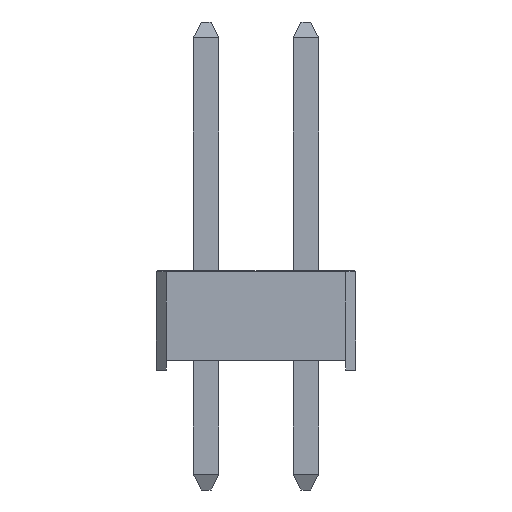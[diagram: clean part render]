
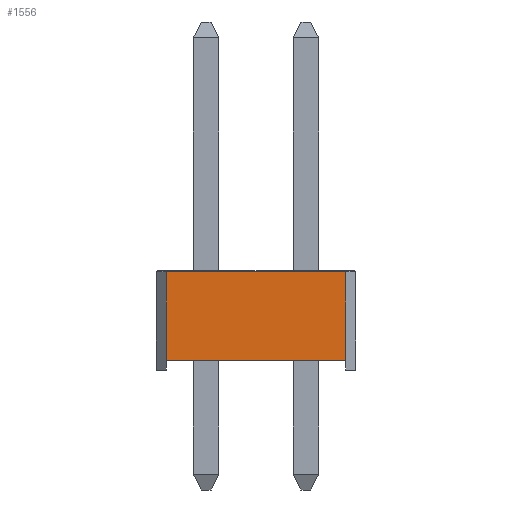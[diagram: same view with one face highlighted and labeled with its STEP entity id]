
A CAD part, front view. The second image highlights one B-rep face of the part: STEP entity #1556.
In plain terms, the highlighted planar face has unit normal (0, -1, 0).
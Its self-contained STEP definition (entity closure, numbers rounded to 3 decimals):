
#1417 = EDGE_CURVE('',#1418,#1420,#1422,.T.);
#1418 = VERTEX_POINT('',#1419);
#1419 = CARTESIAN_POINT('',(3.556,-6.35,0.254));
#1420 = VERTEX_POINT('',#1421);
#1421 = CARTESIAN_POINT('',(3.556,-6.35,2.52));
#1422 = SURFACE_CURVE('',#1423,(#1427,#1439),.PCURVE_S1.);
#1423 = LINE('',#1424,#1425);
#1424 = CARTESIAN_POINT('',(3.556,-6.35,2.53));
#1425 = VECTOR('',#1426,1.);
#1426 = DIRECTION('',(0.,0.,1.));
#1427 = PCURVE('',#1428,#1433);
#1428 = PLANE('',#1429);
#1429 = AXIS2_PLACEMENT_3D('',#1430,#1431,#1432);
#1430 = CARTESIAN_POINT('',(3.683,-6.223,1.275));
#1431 = DIRECTION('',(0.707,-0.707,0.));
#1432 = DIRECTION('',(-0.707,-0.707,0.));
#1433 = DEFINITIONAL_REPRESENTATION('',(#1434),#1438);
#1434 = LINE('',#1435,#1436);
#1435 = CARTESIAN_POINT('',(0.18,-1.255));
#1436 = VECTOR('',#1437,1.);
#1437 = DIRECTION('',(0.,-1.));
#1438 = ( GEOMETRIC_REPRESENTATION_CONTEXT(2) 
PARAMETRIC_REPRESENTATION_CONTEXT() REPRESENTATION_CONTEXT('2D SPACE',''
  ) );
#1439 = PCURVE('',#1440,#1445);
#1440 = PLANE('',#1441);
#1441 = AXIS2_PLACEMENT_3D('',#1442,#1443,#1444);
#1442 = CARTESIAN_POINT('',(1.27,-6.35,1.397));
#1443 = DIRECTION('',(-0.,-1.,-0.));
#1444 = DIRECTION('',(0.,0.,-1.));
#1445 = DEFINITIONAL_REPRESENTATION('',(#1446),#1450);
#1446 = LINE('',#1447,#1448);
#1447 = CARTESIAN_POINT('',(-1.133,2.286));
#1448 = VECTOR('',#1449,1.);
#1449 = DIRECTION('',(-1.,0.));
#1450 = ( GEOMETRIC_REPRESENTATION_CONTEXT(2) 
PARAMETRIC_REPRESENTATION_CONTEXT() REPRESENTATION_CONTEXT('2D SPACE',''
  ) );
#1556 = ADVANCED_FACE('',(#1557),#1440,.T.);
#1557 = FACE_BOUND('',#1558,.T.);
#1558 = EDGE_LOOP('',(#1559,#1560,#1588,#1616));
#1559 = ORIENTED_EDGE('',*,*,#1417,.T.);
#1560 = ORIENTED_EDGE('',*,*,#1561,.F.);
#1561 = EDGE_CURVE('',#1562,#1420,#1564,.T.);
#1562 = VERTEX_POINT('',#1563);
#1563 = CARTESIAN_POINT('',(-1.016,-6.35,2.52));
#1564 = SURFACE_CURVE('',#1565,(#1569,#1576),.PCURVE_S1.);
#1565 = LINE('',#1566,#1567);
#1566 = CARTESIAN_POINT('',(-1.016,-6.35,2.52));
#1567 = VECTOR('',#1568,1.);
#1568 = DIRECTION('',(1.,0.,0.));
#1569 = PCURVE('',#1440,#1570);
#1570 = DEFINITIONAL_REPRESENTATION('',(#1571),#1575);
#1571 = LINE('',#1572,#1573);
#1572 = CARTESIAN_POINT('',(-1.123,-2.286));
#1573 = VECTOR('',#1574,1.);
#1574 = DIRECTION('',(0.,1.));
#1575 = ( GEOMETRIC_REPRESENTATION_CONTEXT(2) 
PARAMETRIC_REPRESENTATION_CONTEXT() REPRESENTATION_CONTEXT('2D SPACE',''
  ) );
#1576 = PCURVE('',#1577,#1582);
#1577 = PLANE('',#1578);
#1578 = AXIS2_PLACEMENT_3D('',#1579,#1580,#1581);
#1579 = CARTESIAN_POINT('',(-1.016,-6.34,2.53));
#1580 = DIRECTION('',(0.,0.707,-0.707));
#1581 = DIRECTION('',(1.,0.,0.));
#1582 = DEFINITIONAL_REPRESENTATION('',(#1583),#1587);
#1583 = LINE('',#1584,#1585);
#1584 = CARTESIAN_POINT('',(0.,0.014));
#1585 = VECTOR('',#1586,1.);
#1586 = DIRECTION('',(1.,0.));
#1587 = ( GEOMETRIC_REPRESENTATION_CONTEXT(2) 
PARAMETRIC_REPRESENTATION_CONTEXT() REPRESENTATION_CONTEXT('2D SPACE',''
  ) );
#1588 = ORIENTED_EDGE('',*,*,#1589,.F.);
#1589 = EDGE_CURVE('',#1590,#1562,#1592,.T.);
#1590 = VERTEX_POINT('',#1591);
#1591 = CARTESIAN_POINT('',(-1.016,-6.35,0.254));
#1592 = SURFACE_CURVE('',#1593,(#1597,#1604),.PCURVE_S1.);
#1593 = LINE('',#1594,#1595);
#1594 = CARTESIAN_POINT('',(-1.016,-6.35,0.254));
#1595 = VECTOR('',#1596,1.);
#1596 = DIRECTION('',(0.,0.,1.));
#1597 = PCURVE('',#1440,#1598);
#1598 = DEFINITIONAL_REPRESENTATION('',(#1599),#1603);
#1599 = LINE('',#1600,#1601);
#1600 = CARTESIAN_POINT('',(1.143,-2.286));
#1601 = VECTOR('',#1602,1.);
#1602 = DIRECTION('',(-1.,0.));
#1603 = ( GEOMETRIC_REPRESENTATION_CONTEXT(2) 
PARAMETRIC_REPRESENTATION_CONTEXT() REPRESENTATION_CONTEXT('2D SPACE',''
  ) );
#1604 = PCURVE('',#1605,#1610);
#1605 = PLANE('',#1606);
#1606 = AXIS2_PLACEMENT_3D('',#1607,#1608,#1609);
#1607 = CARTESIAN_POINT('',(-1.143,-6.223,1.275));
#1608 = DIRECTION('',(-0.707,-0.707,-0.));
#1609 = DIRECTION('',(-0.707,0.707,0.));
#1610 = DEFINITIONAL_REPRESENTATION('',(#1611),#1615);
#1611 = LINE('',#1612,#1613);
#1612 = CARTESIAN_POINT('',(-0.18,1.021));
#1613 = VECTOR('',#1614,1.);
#1614 = DIRECTION('',(0.,-1.));
#1615 = ( GEOMETRIC_REPRESENTATION_CONTEXT(2) 
PARAMETRIC_REPRESENTATION_CONTEXT() REPRESENTATION_CONTEXT('2D SPACE',''
  ) );
#1616 = ORIENTED_EDGE('',*,*,#1617,.T.);
#1617 = EDGE_CURVE('',#1590,#1418,#1618,.T.);
#1618 = SURFACE_CURVE('',#1619,(#1623,#1630),.PCURVE_S1.);
#1619 = LINE('',#1620,#1621);
#1620 = CARTESIAN_POINT('',(1.524,-6.35,0.254));
#1621 = VECTOR('',#1622,1.);
#1622 = DIRECTION('',(1.,0.,0.));
#1623 = PCURVE('',#1440,#1624);
#1624 = DEFINITIONAL_REPRESENTATION('',(#1625),#1629);
#1625 = LINE('',#1626,#1627);
#1626 = CARTESIAN_POINT('',(1.143,0.254));
#1627 = VECTOR('',#1628,1.);
#1628 = DIRECTION('',(0.,1.));
#1629 = ( GEOMETRIC_REPRESENTATION_CONTEXT(2) 
PARAMETRIC_REPRESENTATION_CONTEXT() REPRESENTATION_CONTEXT('2D SPACE',''
  ) );
#1630 = PCURVE('',#1631,#1636);
#1631 = PLANE('',#1632);
#1632 = AXIS2_PLACEMENT_3D('',#1633,#1634,#1635);
#1633 = CARTESIAN_POINT('',(1.27,-1.27,0.254));
#1634 = DIRECTION('',(0.,0.,-1.));
#1635 = DIRECTION('',(0.,-1.,0.));
#1636 = DEFINITIONAL_REPRESENTATION('',(#1637),#1641);
#1637 = LINE('',#1638,#1639);
#1638 = CARTESIAN_POINT('',(5.08,-0.254));
#1639 = VECTOR('',#1640,1.);
#1640 = DIRECTION('',(0.,-1.));
#1641 = ( GEOMETRIC_REPRESENTATION_CONTEXT(2) 
PARAMETRIC_REPRESENTATION_CONTEXT() REPRESENTATION_CONTEXT('2D SPACE',''
  ) );
